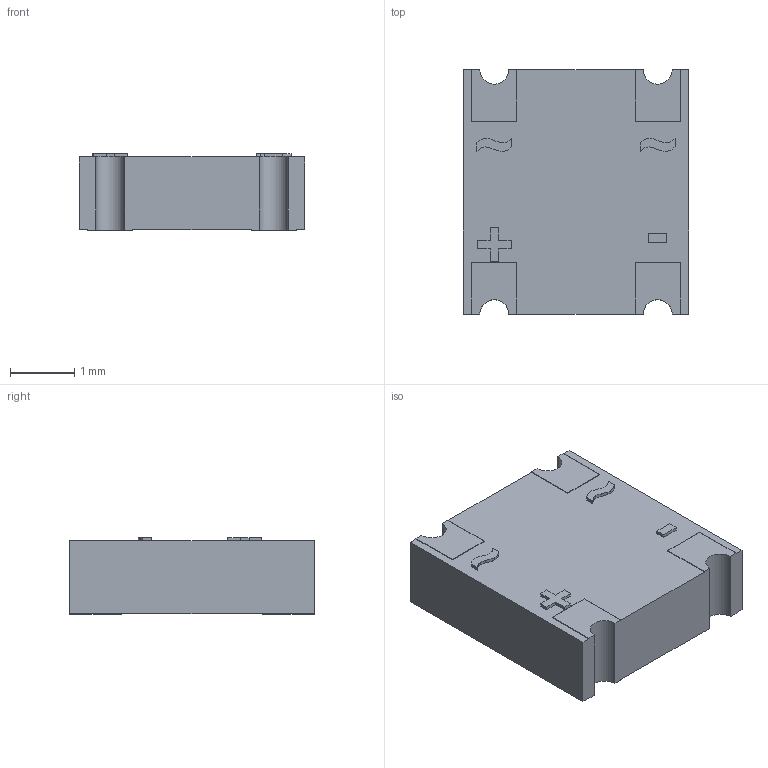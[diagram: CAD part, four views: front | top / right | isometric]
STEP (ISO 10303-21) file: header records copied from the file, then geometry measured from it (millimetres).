
FILE_DESCRIPTION(/* description */ ('STEP AP214'),/* implementation_level */ '2;1');
FILE_NAME(/* name */ 'CD-MMBL110S.step',/* time_stamp */ '2025-07-31T18:05:08-07:00',/* author */ (''),/* organization */ (''),/* preprocessor_version */ 'ST-DEVELOPER v20.1',/* originating_system */ 'Autodesk Translation Framework v14.10.0.0',/* authorisation */ '');
FILE_SCHEMA (('AUTOMOTIVE_DESIGN { 1 0 10303 214 3 1 1 }'));
Length unit declared in the file: millimetre
Products named in the file (2): CD-MMBL110S; Pocket
Assembly tree (1 placements, depth 2):
  CD-MMBL110S
    Pocket
Bounding box: 3.5 x 3.8 x 1.19 mm (x, y, z)
Volume: 14.7 mm3; surface area: 44.2 mm2
Topology: 1 solids, 1 shells, 94 faces, 264 edges, 176 vertices
Faces by surface type: plane 66, bspline 24, cylinder 4
Entity records: 3287 total; most frequent: CARTESIAN_POINT 945, ORIENTED_EDGE 528, DIRECTION 370, EDGE_CURVE 264, LINE 208, VECTOR 208, VERTEX_POINT 176, EDGE_LOOP 98
